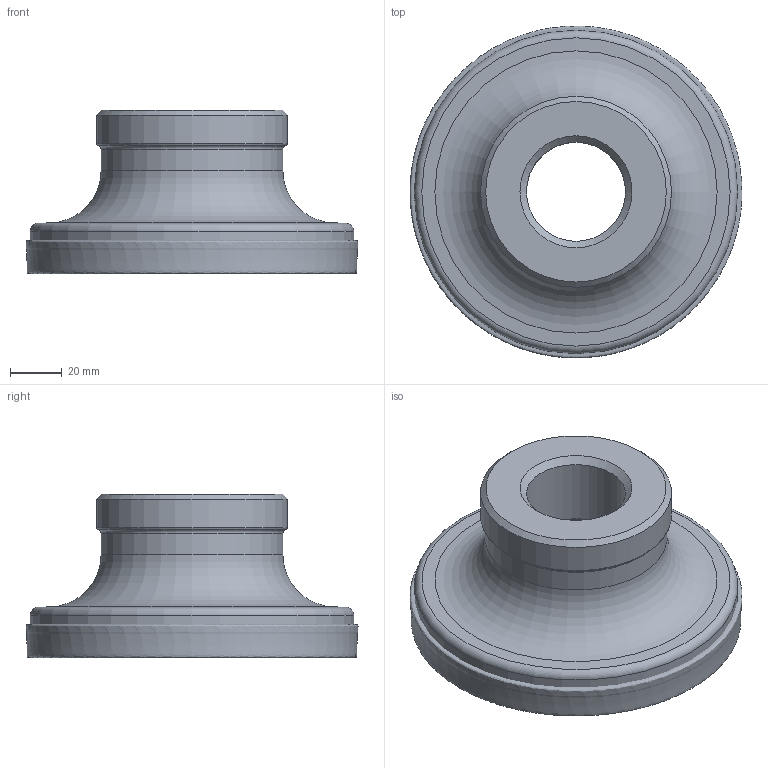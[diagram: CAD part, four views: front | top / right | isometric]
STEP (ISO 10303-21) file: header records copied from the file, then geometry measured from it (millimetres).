
FILE_DESCRIPTION(/* description */ (''),/* implementation_level */ '2;1');
FILE_NAME(/* name */ '1705314902282.stp',/* time_stamp */ '2024-01-15T16:05:16+06:00',/* author */ (''),/* organization */ ('SMS'),/* preprocessor_version */ 'ST-DEVELOPER v16.7',/* originating_system */ 'SIEMENS PLM Software NX 12.0',/* authorisation */ '');
FILE_SCHEMA (('AUTOMOTIVE_DESIGN { 1 0 10303 214 3 1 1 1 }'));
Length unit declared in the file: millimetre
Products named in the file (4): ASSEMBLY_CONSTRUCTION; 203801901mod000_00; 203982049mod000_01; 203982048mod000_01
Assembly tree (3 placements, depth 2):
  203982048mod000_01
    203982049mod000_01
    203801901mod000_00
    ASSEMBLY_CONSTRUCTION
Bounding box: 127.75 x 127.76 x 63 mm (x, y, z)
Volume: 332642.1 mm3; surface area: 64205.1 mm2
Topology: 2 solids, 2 shells, 29 faces, 62 edges, 54 vertices
Faces by surface type: torus 10, cone 8, cylinder 6, plane 4, bspline 1
Full cylindrical faces by diameter (mm): 38.112 x1, 56 x1, 70 x1, 73.5 x1, 74 x1, 124.44 x1
Entity records: 13396 total; most frequent: CARTESIAN_POINT 12622, DIRECTION 150, AXIS2_PLACEMENT_3D 75, FACE_BOUND 57, EDGE_LOOP 56, ORIENTED_EDGE 56, STYLED_ITEM 35, PRESENTATION_STYLE_ASSIGNMENT 35
